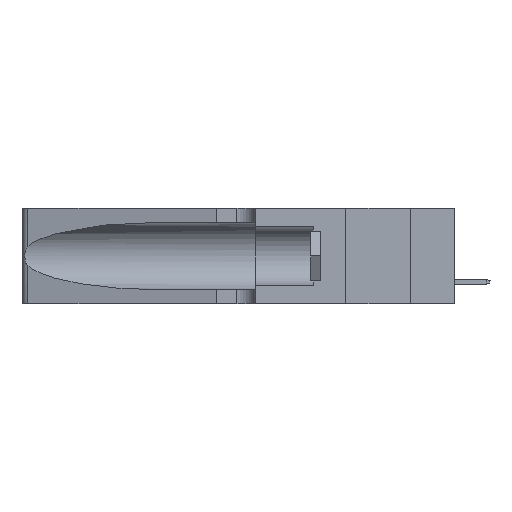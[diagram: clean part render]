
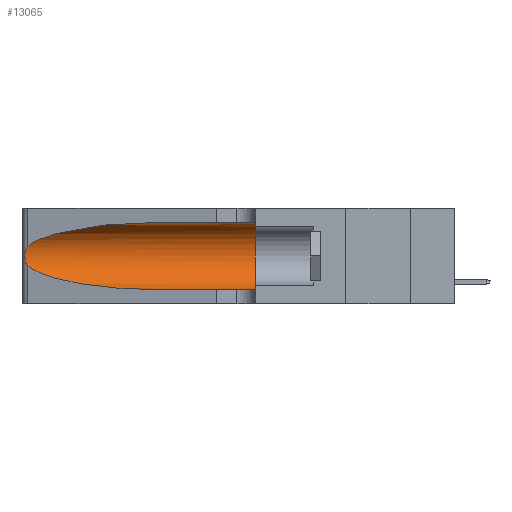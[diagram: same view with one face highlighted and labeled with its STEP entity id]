
A CAD part, left-side view. The second image highlights one B-rep face of the part: STEP entity #13065.
In plain terms, the highlighted cylindrical face has radius 3.308 mm (diameter 6.617 mm), a partial arc.
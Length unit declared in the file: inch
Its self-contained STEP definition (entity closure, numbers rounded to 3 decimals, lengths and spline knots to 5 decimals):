
#1470 = FACE_OUTER_BOUND ( 'NONE', #38859, .T. ) ;
#1951 = CARTESIAN_POINT ( 'NONE',  ( 0.25487, 1.22718, 0.14631 ) ) ;
#2055 = CARTESIAN_POINT ( 'NONE',  ( 0.26017, 1.23833, 0.17102 ) ) ;
#3429 = VERTEX_POINT ( 'NONE', #43856 ) ;
#5413 = DIRECTION ( 'NONE',  ( 0., -1., 0. ) ) ;
#5558 = CARTESIAN_POINT ( 'NONE',  ( 0.1305, 0.72297, 0.05475 ) ) ;
#6152 = CARTESIAN_POINT ( 'NONE',  ( 0.25787, 1.23484, 0.2124 ) ) ;
#6215 = LINE ( 'NONE', #21395, #44203 ) ;
#6431 = CIRCLE ( 'NONE', #26924, 0.13025 ) ;
#9219 = VERTEX_POINT ( 'NONE', #37496 ) ;
#9515 = EDGE_CURVE ( 'NONE', #15720, #16270, #40921, .T. ) ;
#12403 = ORIENTED_EDGE ( 'NONE', *, *, #30321, .T. ) ;
#13065 = ADVANCED_FACE ( 'NONE', ( #1470 ), #49156, .F. ) ;
#13587 = CARTESIAN_POINT ( 'NONE',  ( 0.25487, 1.22718, 0.14631 ) ) ;
#13738 = CARTESIAN_POINT ( 'NONE',  ( 0.18966, 0.96281, 0.05475 ) ) ;
#15720 = VERTEX_POINT ( 'NONE', #46373 ) ;
#16270 = VERTEX_POINT ( 'NONE', #35309 ) ;
#16711 = CARTESIAN_POINT ( 'NONE',  ( 0.1305, 0.35, 0.31525 ) ) ;
#18605 = EDGE_CURVE ( 'NONE', #15720, #25385, #45152, .T. ) ;
#19033 = AXIS2_PLACEMENT_3D ( 'NONE', #25069, #25590, #48894 ) ;
#21395 = CARTESIAN_POINT ( 'NONE',  ( 0.1305, 1.61858, 0.05475 ) ) ;
#21538 = ORIENTED_EDGE ( 'NONE', *, *, #23864, .F. ) ;
#21890 = DIRECTION ( 'NONE',  ( 0., -1., 0. ) ) ;
#22512 = VERTEX_POINT ( 'NONE', #48194 ) ;
#23864 = EDGE_CURVE ( 'NONE', #25385, #22512, #6431, .T. ) ;
#25066 = EDGE_CURVE ( 'NONE', #3429, #22512, #6215, .T. ) ;
#25069 = CARTESIAN_POINT ( 'NONE',  ( 0.1305, 1.61858, 0.185 ) ) ;
#25385 = VERTEX_POINT ( 'NONE', #16711 ) ;
#25590 = DIRECTION ( 'NONE',  ( 0., -1., 0. ) ) ;
#25671 = CARTESIAN_POINT ( 'NONE',  ( 0.25856, 1.23593, 0.16098 ) ) ;
#25902 = CARTESIAN_POINT ( 'NONE',  ( 0.18966, 0.96281, 0.31525 ) ) ;
#25917 = CARTESIAN_POINT ( 'NONE',  ( 0.25789, 1.23486, 0.15765 ) ) ;
#26421 = CARTESIAN_POINT ( 'NONE',  ( 0.1305, 0.72297, 0.31525 ) ) ;
#26924 = AXIS2_PLACEMENT_3D ( 'NONE', #44953, #36758, #40344 ) ;
#27856 = ORIENTED_EDGE ( 'NONE', *, *, #43364, .T. ) ;
#28757 = CARTESIAN_POINT ( 'NONE',  ( 0.25639, 1.23184, 0.21858 ) ) ;
#29014 = CARTESIAN_POINT ( 'NONE',  ( 0.26075, 1.23896, 0.178 ) ) ;
#29772 = CARTESIAN_POINT ( 'NONE',  ( 0.25487, 1.22718, 0.22369 ) ) ;
#30321 = EDGE_CURVE ( 'NONE', #9219, #3429, #48399, .T. ) ;
#31561 = VECTOR ( 'NONE', #5413, 39.37008 ) ;
#32855 = CARTESIAN_POINT ( 'NONE',  ( 0.25555, 1.22994, 0.2215 ) ) ;
#35309 = CARTESIAN_POINT ( 'NONE',  ( 0.25487, 1.22718, 0.22369 ) ) ;
#35495 = ORIENTED_EDGE ( 'NONE', *, *, #25066, .T. ) ;
#35726 = B_SPLINE_CURVE_WITH_KNOTS ( 'NONE', 3,
 ( #29772, #32855, #28757, #6152, #48988, #48724, #41282, #29014, #2055, #25671, #25917, #44892, #41538, #13587 ),
 .UNSPECIFIED., .F., .F.,
 ( 4, 2, 2, 2, 2, 2, 4 ),
 ( 0., 0.00027, 0.00053, 0.00107, 0.0016, 0.00187, 0.00214 ),
 .UNSPECIFIED. ) ;
#36758 = DIRECTION ( 'NONE',  ( 0., 1., 0. ) ) ;
#37496 = CARTESIAN_POINT ( 'NONE',  ( 0.25487, 1.22718, 0.14631 ) ) ;
#38859 = EDGE_LOOP ( 'NONE', ( #42995, #27856, #12403, #35495, #21538, #39268 ) ) ;
#39268 = ORIENTED_EDGE ( 'NONE', *, *, #18605, .F. ) ;
#40344 = DIRECTION ( 'NONE',  ( 0., 0., 1. ) ) ;
#40921 =( BOUNDED_CURVE ( )  B_SPLINE_CURVE ( 3, ( #26421, #25902, #41263, #42273 ),
 .UNSPECIFIED., .F., .F. ) 
 B_SPLINE_CURVE_WITH_KNOTS ( ( 4, 4 ),
 ( 1.5708, 2.84003 ),
 .UNSPECIFIED. ) 
 CURVE ( )  GEOMETRIC_REPRESENTATION_ITEM ( )  RATIONAL_B_SPLINE_CURVE ( ( 1., 0.87, 0.87, 1. ) ) 
 REPRESENTATION_ITEM ( '' )  );
#41263 = CARTESIAN_POINT ( 'NONE',  ( 0.2373, 1.15595, 0.28018 ) ) ;
#41282 = CARTESIAN_POINT ( 'NONE',  ( 0.26075, 1.23896, 0.19203 ) ) ;
#41538 = CARTESIAN_POINT ( 'NONE',  ( 0.25555, 1.22993, 0.14849 ) ) ;
#42273 = CARTESIAN_POINT ( 'NONE',  ( 0.25487, 1.22718, 0.22369 ) ) ;
#42995 = ORIENTED_EDGE ( 'NONE', *, *, #9515, .T. ) ;
#43364 = EDGE_CURVE ( 'NONE', #16270, #9219, #35726, .T. ) ;
#43856 = CARTESIAN_POINT ( 'NONE',  ( 0.1305, 0.72297, 0.05475 ) ) ;
#44203 = VECTOR ( 'NONE', #21890, 39.37008 ) ;
#44636 = CARTESIAN_POINT ( 'NONE',  ( 0.1305, 1.61858, 0.31525 ) ) ;
#44892 = CARTESIAN_POINT ( 'NONE',  ( 0.25639, 1.23186, 0.15144 ) ) ;
#44953 = CARTESIAN_POINT ( 'NONE',  ( 0.1305, 0.35, 0.185 ) ) ;
#45152 = LINE ( 'NONE', #44636, #31561 ) ;
#45533 = CARTESIAN_POINT ( 'NONE',  ( 0.2373, 1.15595, 0.08982 ) ) ;
#46373 = CARTESIAN_POINT ( 'NONE',  ( 0.1305, 0.72297, 0.31525 ) ) ;
#48194 = CARTESIAN_POINT ( 'NONE',  ( 0.1305, 0.35, 0.05475 ) ) ;
#48399 =( BOUNDED_CURVE ( )  B_SPLINE_CURVE ( 3, ( #1951, #45533, #13738, #5558 ),
 .UNSPECIFIED., .F., .T. ) 
 B_SPLINE_CURVE_WITH_KNOTS ( ( 4, 4 ),
 ( 3.44316, 4.71239 ),
 .UNSPECIFIED. ) 
 CURVE ( )  GEOMETRIC_REPRESENTATION_ITEM ( )  RATIONAL_B_SPLINE_CURVE ( ( 1., 0.87, 0.87, 1. ) ) 
 REPRESENTATION_ITEM ( '' )  );
#48724 = CARTESIAN_POINT ( 'NONE',  ( 0.26018, 1.23835, 0.19895 ) ) ;
#48894 = DIRECTION ( 'NONE',  ( 0., 0., -1. ) ) ;
#48988 = CARTESIAN_POINT ( 'NONE',  ( 0.25854, 1.2359, 0.20912 ) ) ;
#49156 = CYLINDRICAL_SURFACE ( 'NONE', #19033, 0.13025 ) ;
